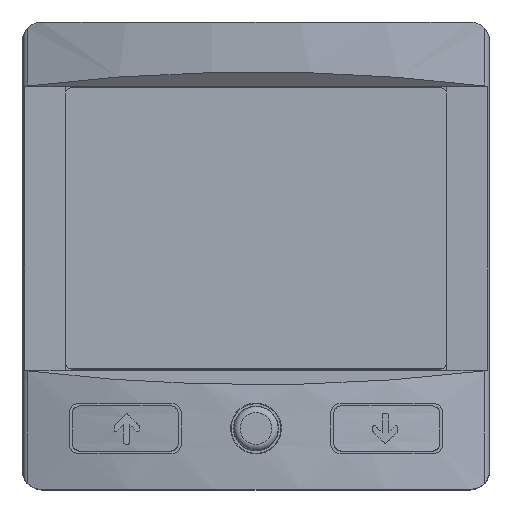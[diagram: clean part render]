
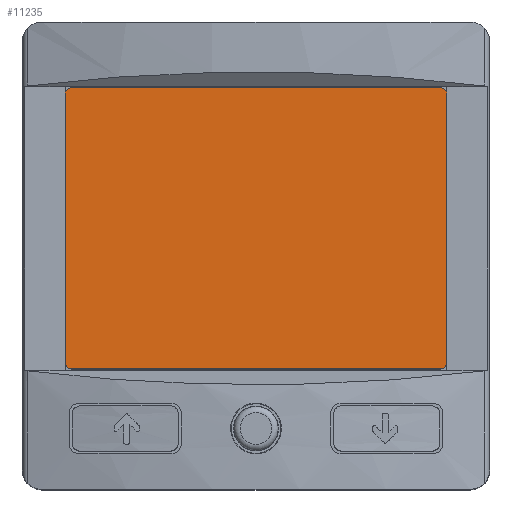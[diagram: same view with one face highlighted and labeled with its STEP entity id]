
A CAD part, top view. The second image highlights one B-rep face of the part: STEP entity #11235.
In plain terms, the highlighted planar face has unit normal (0, 0, 1).
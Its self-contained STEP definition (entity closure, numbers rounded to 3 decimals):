
#502=LINE('',#15346,#1511);
#506=LINE('',#15356,#1515);
#509=LINE('',#15364,#1518);
#512=LINE('',#15372,#1521);
#1511=VECTOR('',#12761,1000.);
#1515=VECTOR('',#12771,1000.);
#1518=VECTOR('',#12780,1000.);
#1521=VECTOR('',#12789,1000.);
#2744=ORIENTED_EDGE('',*,*,#4895,.T.);
#2745=ORIENTED_EDGE('',*,*,#4898,.T.);
#2746=ORIENTED_EDGE('',*,*,#4900,.T.);
#2747=ORIENTED_EDGE('',*,*,#4902,.T.);
#2748=ORIENTED_EDGE('',*,*,#4904,.T.);
#2749=ORIENTED_EDGE('',*,*,#4906,.T.);
#2750=ORIENTED_EDGE('',*,*,#4908,.T.);
#2751=ORIENTED_EDGE('',*,*,#4909,.T.);
#4895=EDGE_CURVE('',#5991,#5990,#502,.T.);
#4898=EDGE_CURVE('',#5990,#5992,#6394,.T.);
#4900=EDGE_CURVE('',#5992,#5993,#506,.T.);
#4902=EDGE_CURVE('',#5993,#5994,#6395,.T.);
#4904=EDGE_CURVE('',#5994,#5995,#509,.T.);
#4906=EDGE_CURVE('',#5995,#5996,#6396,.T.);
#4908=EDGE_CURVE('',#5996,#5997,#512,.T.);
#4909=EDGE_CURVE('',#5997,#5991,#6397,.T.);
#5990=VERTEX_POINT('',#15345);
#5991=VERTEX_POINT('',#15347);
#5992=VERTEX_POINT('',#15351);
#5993=VERTEX_POINT('',#15355);
#5994=VERTEX_POINT('',#15359);
#5995=VERTEX_POINT('',#15363);
#5996=VERTEX_POINT('',#15367);
#5997=VERTEX_POINT('',#15371);
#6394=CIRCLE('',#11747,0.4);
#6395=CIRCLE('',#11750,0.4);
#6396=CIRCLE('',#11753,0.4);
#6397=CIRCLE('',#11756,0.4);
#6553=EDGE_LOOP('',(#2744,#2745,#2746,#2747,#2748,#2749,#2750,#2751));
#7100=FACE_BOUND('',#6553,.T.);
#7567=PLANE('',#11757);
#11235=ADVANCED_FACE('',(#7100),#7567,.T.);
#11747=AXIS2_PLACEMENT_3D('',#15352,#12766,#12767);
#11750=AXIS2_PLACEMENT_3D('',#15360,#12775,#12776);
#11753=AXIS2_PLACEMENT_3D('',#15368,#12784,#12785);
#11756=AXIS2_PLACEMENT_3D('',#15374,#12792,#12793);
#11757=AXIS2_PLACEMENT_3D('',#15375,#12794,#12795);
#12761=DIRECTION('',(0.,-1.,0.));
#12766=DIRECTION('',(0.,0.,1.));
#12767=DIRECTION('',(1.,0.,0.));
#12771=DIRECTION('',(1.,0.,0.));
#12775=DIRECTION('',(0.,0.,1.));
#12776=DIRECTION('',(1.,0.,0.));
#12780=DIRECTION('',(0.,1.,0.));
#12784=DIRECTION('',(0.,0.,1.));
#12785=DIRECTION('',(1.,0.,0.));
#12789=DIRECTION('',(-1.,0.,0.));
#12792=DIRECTION('',(0.,0.,1.));
#12793=DIRECTION('',(1.,0.,0.));
#12794=DIRECTION('',(0.,0.,1.));
#12795=DIRECTION('',(1.,0.,0.));
#15345=CARTESIAN_POINT('',(-12.25,-6.875,25.5));
#15346=CARTESIAN_POINT('',(-12.25,10.375,25.5));
#15347=CARTESIAN_POINT('',(-12.25,10.375,25.5));
#15351=CARTESIAN_POINT('',(-11.85,-7.275,25.5));
#15352=CARTESIAN_POINT('',(-11.85,-6.875,25.5));
#15355=CARTESIAN_POINT('',(11.85,-7.275,25.5));
#15356=CARTESIAN_POINT('',(-11.85,-7.275,25.5));
#15359=CARTESIAN_POINT('',(12.25,-6.875,25.5));
#15360=CARTESIAN_POINT('',(11.85,-6.875,25.5));
#15363=CARTESIAN_POINT('',(12.25,10.375,25.5));
#15364=CARTESIAN_POINT('',(12.25,-6.875,25.5));
#15367=CARTESIAN_POINT('',(11.85,10.775,25.5));
#15368=CARTESIAN_POINT('',(11.85,10.375,25.5));
#15371=CARTESIAN_POINT('',(-11.85,10.775,25.5));
#15372=CARTESIAN_POINT('',(11.85,10.775,25.5));
#15374=CARTESIAN_POINT('',(-11.85,10.375,25.5));
#15375=CARTESIAN_POINT('',(-11.85,-6.875,25.5));
